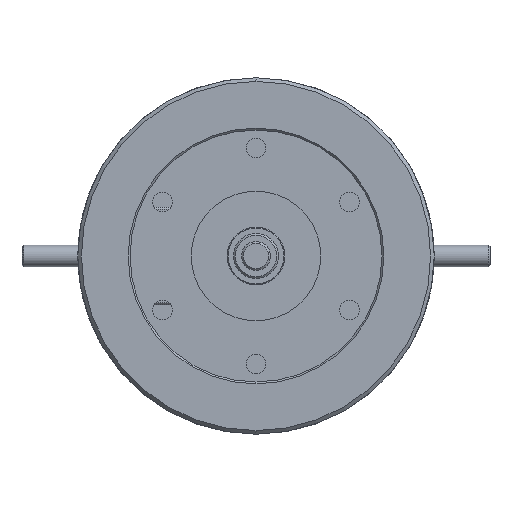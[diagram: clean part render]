
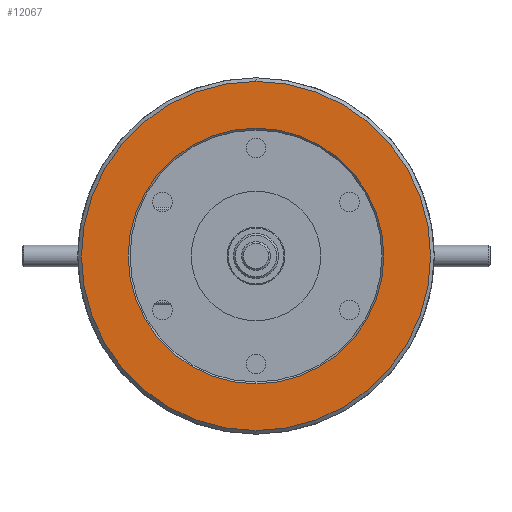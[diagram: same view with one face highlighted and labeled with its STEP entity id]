
A CAD part, left-side view. The second image highlights one B-rep face of the part: STEP entity #12067.
In plain terms, the highlighted planar face has unit normal (-1, 0, 0).
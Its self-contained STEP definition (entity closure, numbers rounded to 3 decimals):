
#288 = DIRECTION ( 'NONE',  ( 0., 0., -1. ) ) ;
#924 = DIRECTION ( 'NONE',  ( 1., 0., 0. ) ) ;
#1683 = DIRECTION ( 'NONE',  ( -1., 0., 0. ) ) ;
#1685 = VERTEX_POINT ( 'NONE', #7160 ) ;
#1878 = CARTESIAN_POINT ( 'NONE',  ( 0., 99., 0. ) ) ;
#3830 = DIRECTION ( 'NONE',  ( 0., 0., -1. ) ) ;
#4214 = FACE_BOUND ( 'NONE', #5502, .T. ) ;
#4321 = ORIENTED_EDGE ( 'NONE', *, *, #4491, .T. ) ;
#4491 = EDGE_CURVE ( 'NONE', #6171, #1685, #7510, .T. ) ;
#4747 = AXIS2_PLACEMENT_3D ( 'NONE', #7649, #7691, #7736 ) ;
#5160 = DIRECTION ( 'NONE',  ( 0., 0., -1. ) ) ;
#5410 = ORIENTED_EDGE ( 'NONE', *, *, #10352, .T. ) ;
#5502 = EDGE_LOOP ( 'NONE', ( #5410, #5794 ) ) ;
#5794 = ORIENTED_EDGE ( 'NONE', *, *, #12069, .T. ) ;
#6007 = EDGE_CURVE ( 'NONE', #1685, #6171, #9522, .T. ) ;
#6054 = CARTESIAN_POINT ( 'NONE',  ( 0., 0., -97. ) ) ;
#6158 = DIRECTION ( 'NONE',  ( 1., 0., 0. ) ) ;
#6171 = VERTEX_POINT ( 'NONE', #6054 ) ;
#6800 = CARTESIAN_POINT ( 'NONE',  ( 0., 0., 0. ) ) ;
#7160 = CARTESIAN_POINT ( 'NONE',  ( 0., 0., 97. ) ) ;
#7278 = AXIS2_PLACEMENT_3D ( 'NONE', #6800, #924, #7768 ) ;
#7510 = CIRCLE ( 'NONE', #4747, 97. ) ;
#7649 = CARTESIAN_POINT ( 'NONE',  ( 0., 0., 0. ) ) ;
#7691 = DIRECTION ( 'NONE',  ( -1., 0., 0. ) ) ;
#7736 = DIRECTION ( 'NONE',  ( 0., 0., -1. ) ) ;
#7768 = DIRECTION ( 'NONE',  ( 0., 0., -1. ) ) ;
#7925 = AXIS2_PLACEMENT_3D ( 'NONE', #1878, #9698, #3830 ) ;
#8703 = PLANE ( 'NONE',  #7925 ) ;
#9158 = EDGE_LOOP ( 'NONE', ( #4321, #10349 ) ) ;
#9407 = FACE_OUTER_BOUND ( 'NONE', #9158, .T. ) ;
#9522 = CIRCLE ( 'NONE', #11113, 97. ) ;
#9698 = DIRECTION ( 'NONE',  ( 1., 0., 0. ) ) ;
#9958 = CARTESIAN_POINT ( 'NONE',  ( 0., 0., 0. ) ) ;
#10349 = ORIENTED_EDGE ( 'NONE', *, *, #6007, .T. ) ;
#10352 = EDGE_CURVE ( 'NONE', #11255, #11642, #12046, .T. ) ;
#11113 = AXIS2_PLACEMENT_3D ( 'NONE', #9958, #1683, #5160 ) ;
#11255 = VERTEX_POINT ( 'NONE', #12491 ) ;
#11642 = VERTEX_POINT ( 'NONE', #12045 ) ;
#11696 = CIRCLE ( 'NONE', #7278, 71. ) ;
#12000 = CARTESIAN_POINT ( 'NONE',  ( 0., 0., 0. ) ) ;
#12045 = CARTESIAN_POINT ( 'NONE',  ( 0., 0., -71. ) ) ;
#12046 = CIRCLE ( 'NONE', #12665, 71. ) ;
#12067 = ADVANCED_FACE ( 'NONE', ( #4214, #9407 ), #8703, .F. ) ;
#12069 = EDGE_CURVE ( 'NONE', #11642, #11255, #11696, .T. ) ;
#12491 = CARTESIAN_POINT ( 'NONE',  ( 0., 0., 71. ) ) ;
#12665 = AXIS2_PLACEMENT_3D ( 'NONE', #12000, #6158, #288 ) ;
